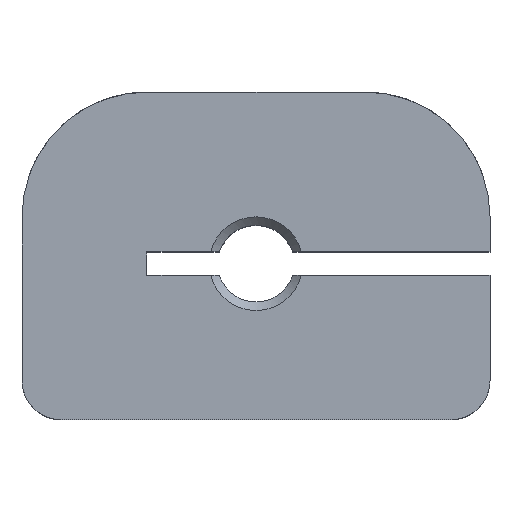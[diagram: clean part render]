
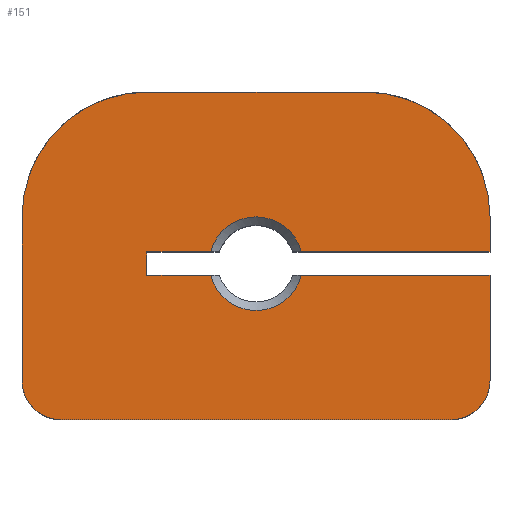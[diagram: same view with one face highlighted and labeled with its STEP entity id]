
A CAD part, top view. The second image highlights one B-rep face of the part: STEP entity #151.
In plain terms, the highlighted planar face has unit normal (0, 0, 1).
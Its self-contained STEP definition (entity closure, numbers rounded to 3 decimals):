
#151 = ADVANCED_FACE( '', ( #309 ), #310, .T. );
#309 = FACE_OUTER_BOUND( '', #462, .T. );
#310 = PLANE( '', #463 );
#462 = EDGE_LOOP( '', ( #850, #851, #852, #853, #854, #855, #856, #857, #858, #859, #860, #861, #862, #863, #864, #865 ) );
#463 = AXIS2_PLACEMENT_3D( '', #866, #867, #868 );
#850 = ORIENTED_EDGE( '', *, *, #950, .T. );
#851 = ORIENTED_EDGE( '', *, *, #1049, .T. );
#852 = ORIENTED_EDGE( '', *, *, #1006, .T. );
#853 = ORIENTED_EDGE( '', *, *, #991, .T. );
#854 = ORIENTED_EDGE( '', *, *, #1042, .T. );
#855 = ORIENTED_EDGE( '', *, *, #955, .T. );
#856 = ORIENTED_EDGE( '', *, *, #1040, .T. );
#857 = ORIENTED_EDGE( '', *, *, #975, .T. );
#858 = ORIENTED_EDGE( '', *, *, #1033, .T. );
#859 = ORIENTED_EDGE( '', *, *, #1003, .T. );
#860 = ORIENTED_EDGE( '', *, *, #1036, .F. );
#861 = ORIENTED_EDGE( '', *, *, #1030, .F. );
#862 = ORIENTED_EDGE( '', *, *, #1027, .F. );
#863 = ORIENTED_EDGE( '', *, *, #900, .F. );
#864 = ORIENTED_EDGE( '', *, *, #1024, .T. );
#865 = ORIENTED_EDGE( '', *, *, #1050, .F. );
#866 = CARTESIAN_POINT( '', ( -12.5, 2.5, 10. ) );
#867 = DIRECTION( '', ( 0., 0., 1. ) );
#868 = DIRECTION( '', ( 1., 0., 0. ) );
#900 = EDGE_CURVE( '', #1069, #1065, #1071, .T. );
#950 = EDGE_CURVE( '', #1156, #1154, #1157, .T. );
#955 = EDGE_CURVE( '', #1164, #1162, #1165, .T. );
#975 = EDGE_CURVE( '', #1197, #1195, #1198, .T. );
#991 = EDGE_CURVE( '', #1213, #1220, #1222, .T. );
#1003 = EDGE_CURVE( '', #1236, #1234, #1237, .T. );
#1006 = EDGE_CURVE( '', #1240, #1213, #1241, .T. );
#1024 = EDGE_CURVE( '', #1069, #1263, #1265, .T. );
#1027 = EDGE_CURVE( '', #1065, #1268, #1269, .T. );
#1030 = EDGE_CURVE( '', #1268, #1272, #1273, .T. );
#1033 = EDGE_CURVE( '', #1195, #1236, #1276, .T. );
#1036 = EDGE_CURVE( '', #1272, #1234, #1279, .T. );
#1040 = EDGE_CURVE( '', #1162, #1197, #1283, .T. );
#1042 = EDGE_CURVE( '', #1220, #1164, #1285, .T. );
#1049 = EDGE_CURVE( '', #1154, #1240, #1292, .T. );
#1050 = EDGE_CURVE( '', #1156, #1263, #1293, .T. );
#1065 = VERTEX_POINT( '', #1318 );
#1069 = VERTEX_POINT( '', #1323 );
#1071 = LINE( '', #1325, #1326 );
#1154 = VERTEX_POINT( '', #1446 );
#1156 = VERTEX_POINT( '', #1449 );
#1157 = LINE( '', #1450, #1451 );
#1162 = VERTEX_POINT( '', #1460 );
#1164 = VERTEX_POINT( '', #1463 );
#1165 = LINE( '', #1464, #1465 );
#1195 = VERTEX_POINT( '', #1512 );
#1197 = VERTEX_POINT( '', #1515 );
#1198 = LINE( '', #1516, #1517 );
#1213 = VERTEX_POINT( '', #1544 );
#1220 = VERTEX_POINT( '', #1554 );
#1222 = LINE( '', #1557, #1558 );
#1234 = VERTEX_POINT( '', #1575 );
#1236 = VERTEX_POINT( '', #1578 );
#1237 = LINE( '', #1579, #1580 );
#1240 = VERTEX_POINT( '', #1584 );
#1241 = CIRCLE( '', #1585, 8. );
#1263 = VERTEX_POINT( '', #1630 );
#1265 = LINE( '', #1635, #1636 );
#1268 = VERTEX_POINT( '', #1639 );
#1269 = LINE( '', #1640, #1641 );
#1272 = VERTEX_POINT( '', #1647 );
#1273 = CIRCLE( '', #1648, 3. );
#1276 = CIRCLE( '', #1654, 2.5 );
#1279 = LINE( '', #1657, #1658 );
#1283 = CIRCLE( '', #1671, 2.5 );
#1285 = CIRCLE( '', #1673, 8. );
#1292 = LINE( '', #1680, #1681 );
#1293 = CIRCLE( '', #1682, 3. );
#1318 = CARTESIAN_POINT( '', ( -7., 9.25, 10. ) );
#1323 = CARTESIAN_POINT( '', ( -7., 10.75, 10. ) );
#1325 = CARTESIAN_POINT( '', ( -7., 10.75, 10. ) );
#1326 = VECTOR( '', #1699, 1000. );
#1446 = CARTESIAN_POINT( '', ( 15., 10.75, 10. ) );
#1449 = CARTESIAN_POINT( '', ( 2.905, 10.75, 10. ) );
#1450 = CARTESIAN_POINT( '', ( -7., 10.75, 10. ) );
#1451 = VECTOR( '', #1765, 1000. );
#1460 = CARTESIAN_POINT( '', ( -15., 2.5, 10. ) );
#1463 = CARTESIAN_POINT( '', ( -15., 13., 10. ) );
#1464 = CARTESIAN_POINT( '', ( -15., 13., 10. ) );
#1465 = VECTOR( '', #1768, 1000. );
#1512 = CARTESIAN_POINT( '', ( 12.5, 0., 10. ) );
#1515 = CARTESIAN_POINT( '', ( -12.5, 0., 10. ) );
#1516 = CARTESIAN_POINT( '', ( -12.5, 0., 10. ) );
#1517 = VECTOR( '', #1792, 1000. );
#1544 = CARTESIAN_POINT( '', ( 7., 21., 10. ) );
#1554 = CARTESIAN_POINT( '', ( -7., 21., 10. ) );
#1557 = CARTESIAN_POINT( '', ( 7., 21., 10. ) );
#1558 = VECTOR( '', #1812, 1000. );
#1575 = CARTESIAN_POINT( '', ( 15., 9.25, 10. ) );
#1578 = CARTESIAN_POINT( '', ( 15., 2.5, 10. ) );
#1579 = CARTESIAN_POINT( '', ( 15., 2.5, 10. ) );
#1580 = VECTOR( '', #1826, 1000. );
#1584 = CARTESIAN_POINT( '', ( 15., 13., 10. ) );
#1585 = AXIS2_PLACEMENT_3D( '', #1828, #1829, #1830 );
#1630 = CARTESIAN_POINT( '', ( -2.905, 10.75, 10. ) );
#1635 = CARTESIAN_POINT( '', ( -7., 10.75, 10. ) );
#1636 = VECTOR( '', #1845, 1000. );
#1639 = CARTESIAN_POINT( '', ( -2.905, 9.25, 10. ) );
#1640 = CARTESIAN_POINT( '', ( -7., 9.25, 10. ) );
#1641 = VECTOR( '', #1846, 1000. );
#1647 = CARTESIAN_POINT( '', ( 2.905, 9.25, 10. ) );
#1648 = AXIS2_PLACEMENT_3D( '', #1847, #1848, #1849 );
#1654 = AXIS2_PLACEMENT_3D( '', #1850, #1851, #1852 );
#1657 = CARTESIAN_POINT( '', ( -7., 9.25, 10. ) );
#1658 = VECTOR( '', #1853, 1000. );
#1671 = AXIS2_PLACEMENT_3D( '', #1854, #1855, #1856 );
#1673 = AXIS2_PLACEMENT_3D( '', #1857, #1858, #1859 );
#1680 = CARTESIAN_POINT( '', ( 15., 2.5, 10. ) );
#1681 = VECTOR( '', #1866, 1000. );
#1682 = AXIS2_PLACEMENT_3D( '', #1867, #1868, #1869 );
#1699 = DIRECTION( '', ( 0., -1., 0. ) );
#1765 = DIRECTION( '', ( 1., 0., 0. ) );
#1768 = DIRECTION( '', ( 0., -1., 0. ) );
#1792 = DIRECTION( '', ( 1., 0., 0. ) );
#1812 = DIRECTION( '', ( -1., 0., 0. ) );
#1826 = DIRECTION( '', ( 0., 1., 0. ) );
#1828 = CARTESIAN_POINT( '', ( 7., 13., 10. ) );
#1829 = DIRECTION( '', ( 0., 0., 1. ) );
#1830 = DIRECTION( '', ( 1., 0., 0. ) );
#1845 = DIRECTION( '', ( 1., 0., 0. ) );
#1846 = DIRECTION( '', ( 1., 0., 0. ) );
#1847 = CARTESIAN_POINT( '', ( 0., 10., 10. ) );
#1848 = DIRECTION( '', ( 0., 0., 1. ) );
#1849 = DIRECTION( '', ( 1., 0., 0. ) );
#1850 = CARTESIAN_POINT( '', ( 12.5, 2.5, 10. ) );
#1851 = DIRECTION( '', ( 0., 0., 1. ) );
#1852 = DIRECTION( '', ( 1., 0., 0. ) );
#1853 = DIRECTION( '', ( 1., 0., 0. ) );
#1854 = CARTESIAN_POINT( '', ( -12.5, 2.5, 10. ) );
#1855 = DIRECTION( '', ( 0., 0., 1. ) );
#1856 = DIRECTION( '', ( 1., 0., 0. ) );
#1857 = CARTESIAN_POINT( '', ( -7., 13., 10. ) );
#1858 = DIRECTION( '', ( 0., 0., 1. ) );
#1859 = DIRECTION( '', ( 1., 0., 0. ) );
#1866 = DIRECTION( '', ( 0., 1., 0. ) );
#1867 = CARTESIAN_POINT( '', ( 0., 10., 10. ) );
#1868 = DIRECTION( '', ( 0., 0., 1. ) );
#1869 = DIRECTION( '', ( 1., 0., 0. ) );
